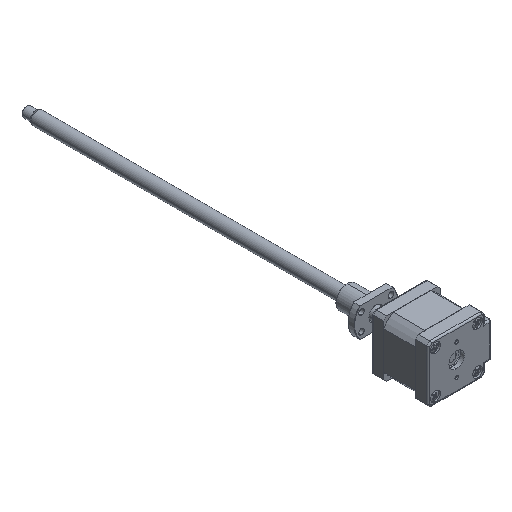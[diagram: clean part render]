
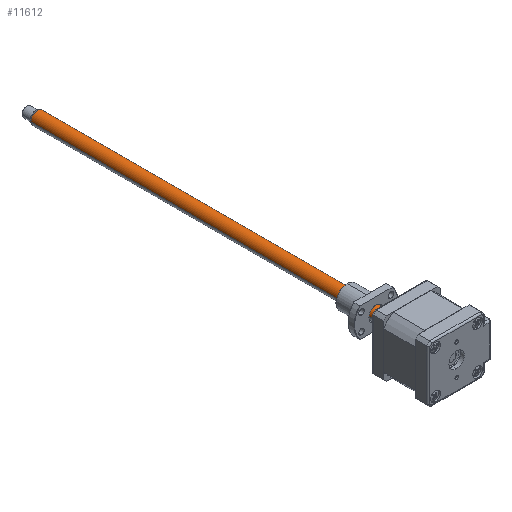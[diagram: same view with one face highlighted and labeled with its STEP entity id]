
A CAD part, isometric view. The second image highlights one B-rep face of the part: STEP entity #11612.
In plain terms, the highlighted cylindrical face has radius 4 mm (diameter 8 mm), a partial arc.
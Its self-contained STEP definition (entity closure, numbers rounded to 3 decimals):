
#171 = DIRECTION ( 'NONE',  ( -1., 0., 0. ) ) ;
#688 = VERTEX_POINT ( 'NONE', #18975 ) ;
#3148 = VECTOR ( 'NONE', #11279, 1000. ) ;
#4468 = CARTESIAN_POINT ( 'NONE',  ( -4.709, 15.993, 16.638 ) ) ;
#4632 = ORIENTED_EDGE ( 'NONE', *, *, #41486, .T. ) ;
#5408 = CYLINDRICAL_SURFACE ( 'NONE', #30222, 4. ) ;
#5546 = CARTESIAN_POINT ( 'NONE',  ( -4.709, 239.993, 16.638 ) ) ;
#6688 = CARTESIAN_POINT ( 'NONE',  ( -4.709, 240.993, 16.638 ) ) ;
#9089 = FACE_OUTER_BOUND ( 'NONE', #28416, .T. ) ;
#11279 = DIRECTION ( 'NONE',  ( 0., -1., 0. ) ) ;
#11612 = ADVANCED_FACE ( 'NONE', ( #9089 ), #5408, .T. ) ;
#12294 = DIRECTION ( 'NONE',  ( 0., -1., 0. ) ) ;
#12621 = VERTEX_POINT ( 'NONE', #31679 ) ;
#14505 = DIRECTION ( 'NONE',  ( -1., 0., 0. ) ) ;
#14544 = VECTOR ( 'NONE', #12294, 1000. ) ;
#17403 = CARTESIAN_POINT ( 'NONE',  ( -8.709, 239.993, 16.638 ) ) ;
#18975 = CARTESIAN_POINT ( 'NONE',  ( -0.709, 239.993, 16.638 ) ) ;
#20116 = ORIENTED_EDGE ( 'NONE', *, *, #27167, .F. ) ;
#20157 = VERTEX_POINT ( 'NONE', #27557 ) ;
#21404 = ORIENTED_EDGE ( 'NONE', *, *, #31163, .F. ) ;
#25243 = CARTESIAN_POINT ( 'NONE',  ( -8.709, 240.993, 16.638 ) ) ;
#25309 = AXIS2_PLACEMENT_3D ( 'NONE', #4468, #35171, #14505 ) ;
#27167 = EDGE_CURVE ( 'NONE', #688, #20157, #42291, .T. ) ;
#27557 = CARTESIAN_POINT ( 'NONE',  ( -0.709, 15.993, 16.638 ) ) ;
#28234 = CIRCLE ( 'NONE', #25309, 4. ) ;
#28416 = EDGE_LOOP ( 'NONE', ( #20116, #4632, #29982, #21404 ) ) ;
#29125 = DIRECTION ( 'NONE',  ( 1., 0., 0. ) ) ;
#29561 = DIRECTION ( 'NONE',  ( 0., -1., 0. ) ) ;
#29982 = ORIENTED_EDGE ( 'NONE', *, *, #43441, .T. ) ;
#30222 = AXIS2_PLACEMENT_3D ( 'NONE', #6688, #30291, #171 ) ;
#30291 = DIRECTION ( 'NONE',  ( 0., -1., 0. ) ) ;
#31163 = EDGE_CURVE ( 'NONE', #20157, #12621, #28234, .T. ) ;
#31679 = CARTESIAN_POINT ( 'NONE',  ( -8.709, 15.993, 16.638 ) ) ;
#34861 = VERTEX_POINT ( 'NONE', #17403 ) ;
#35171 = DIRECTION ( 'NONE',  ( 0., -1., 0. ) ) ;
#36958 = CIRCLE ( 'NONE', #40488, 4. ) ;
#38331 = LINE ( 'NONE', #25243, #14544 ) ;
#40488 = AXIS2_PLACEMENT_3D ( 'NONE', #5546, #29561, #29125 ) ;
#40828 = CARTESIAN_POINT ( 'NONE',  ( -0.709, 240.993, 16.638 ) ) ;
#41486 = EDGE_CURVE ( 'NONE', #688, #34861, #36958, .T. ) ;
#42291 = LINE ( 'NONE', #40828, #3148 ) ;
#43441 = EDGE_CURVE ( 'NONE', #34861, #12621, #38331, .T. ) ;
